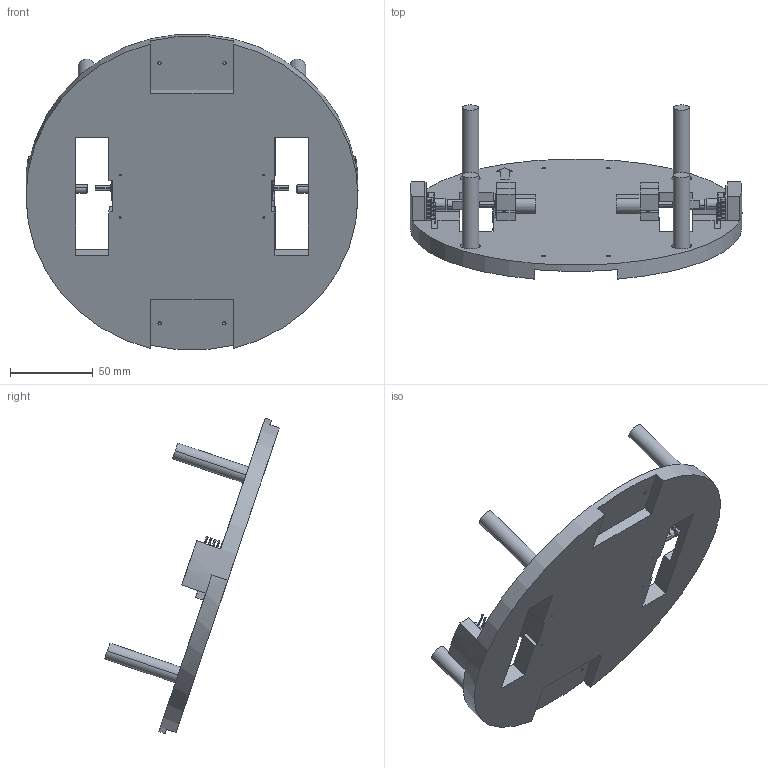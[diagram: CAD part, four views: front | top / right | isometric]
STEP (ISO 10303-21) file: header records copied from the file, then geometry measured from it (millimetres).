
FILE_DESCRIPTION(('CATIA V5 STEP Exchange'),'2;1');
FILE_NAME('sase.stp','2023-07-22T02:03:54+00:00',('none'),('none'),'CATIA Version 5 Release 20 GA (IN-10)','CATIA V5 STEP AP203','none');
FILE_SCHEMA(('CONFIG_CONTROL_DESIGN'));
Length unit declared in the file: millimetre
Products named in the file (2): Product5; KY-040 Rotary Encoder
Assembly tree (15 placements, depth 3):
  Product5
    #58  x2
    #645  x2
    #1353
    KY-040 Rotary Encoder  x2
      #5332
      #5716
      #11186
      #41926
    #50989  x4
Bounding box: 200 x 105.23 x 190.03 mm (x, y, z)
Volume: 292663.3 mm3; surface area: 91685.3 mm2
Topology: 41 solids, 41 shells, 2479 faces, 6373 edges, 4143 vertices
Faces by surface type: plane 1552, bspline 568, cylinder 347, cone 12
Entity records: 51097 total; most frequent: CARTESIAN_POINT 22077, ORIENTED_EDGE 6686, DIRECTION 4364, EDGE_CURVE 3343, VERTEX_POINT 2169, VECTOR 2106, LINE 2106, EDGE_LOOP 1436
